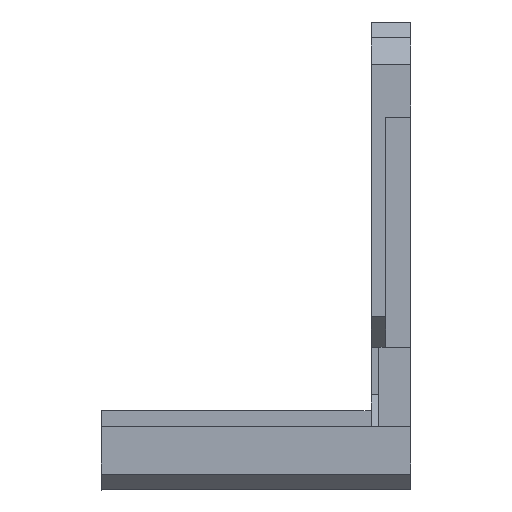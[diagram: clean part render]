
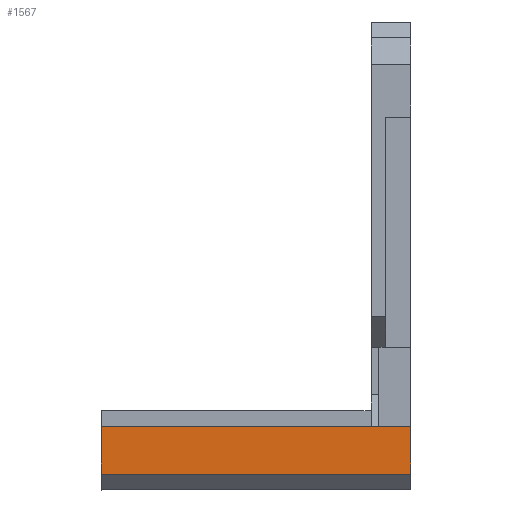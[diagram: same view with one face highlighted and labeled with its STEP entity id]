
A CAD part, left-side view. The second image highlights one B-rep face of the part: STEP entity #1567.
In plain terms, the highlighted planar face has unit normal (-1, 0, 0).
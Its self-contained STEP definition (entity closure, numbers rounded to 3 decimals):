
#8 = VECTOR ( 'NONE', #3203, 1000. ) ;
#362 = ORIENTED_EDGE ( 'NONE', *, *, #4449, .F. ) ;
#625 = DIRECTION ( 'NONE',  ( 0., 1., 0. ) ) ;
#744 = ORIENTED_EDGE ( 'NONE', *, *, #2218, .T. ) ;
#783 = LINE ( 'NONE', #1171, #3892 ) ;
#843 = EDGE_CURVE ( 'NONE', #1899, #1818, #3178, .T. ) ;
#897 = EDGE_CURVE ( 'NONE', #2540, #4540, #3307, .T. ) ;
#941 = CARTESIAN_POINT ( 'NONE',  ( -65.323, 70.65, 54.482 ) ) ;
#1029 = CARTESIAN_POINT ( 'NONE',  ( -65.323, 50.15, 59.732 ) ) ;
#1164 = ORIENTED_EDGE ( 'NONE', *, *, #897, .F. ) ;
#1171 = CARTESIAN_POINT ( 'NONE',  ( -65.323, 70.65, 60.482 ) ) ;
#1567 = ADVANCED_FACE ( 'NONE', ( #4352 ), #2089, .T. ) ;
#1818 = VERTEX_POINT ( 'NONE', #3361 ) ;
#1867 = VECTOR ( 'NONE', #625, 1000. ) ;
#1899 = VERTEX_POINT ( 'NONE', #2010 ) ;
#2010 = CARTESIAN_POINT ( 'NONE',  ( -65.323, 89.15, 60.482 ) ) ;
#2089 = PLANE ( 'NONE',  #2828 ) ;
#2218 = EDGE_CURVE ( 'NONE', #2540, #1899, #783, .T. ) ;
#2343 = DIRECTION ( 'NONE',  ( 0., 1., 0. ) ) ;
#2540 = VERTEX_POINT ( 'NONE', #2909 ) ;
#2716 = ORIENTED_EDGE ( 'NONE', *, *, #843, .T. ) ;
#2740 = CARTESIAN_POINT ( 'NONE',  ( -65.323, 89.15, 58.232 ) ) ;
#2828 = AXIS2_PLACEMENT_3D ( 'NONE', #3605, #3238, #4281 ) ;
#2909 = CARTESIAN_POINT ( 'NONE',  ( -65.323, 50.15, 60.482 ) ) ;
#3178 = LINE ( 'NONE', #2740, #8 ) ;
#3203 = DIRECTION ( 'NONE',  ( 0., 0., -1. ) ) ;
#3238 = DIRECTION ( 'NONE',  ( -1., 0., 0. ) ) ;
#3307 = LINE ( 'NONE', #1029, #4599 ) ;
#3361 = CARTESIAN_POINT ( 'NONE',  ( -65.323, 89.15, 54.482 ) ) ;
#3605 = CARTESIAN_POINT ( 'NONE',  ( -65.323, 52.15, 62.982 ) ) ;
#3652 = EDGE_LOOP ( 'NONE', ( #744, #2716, #362, #1164 ) ) ;
#3892 = VECTOR ( 'NONE', #2343, 1000. ) ;
#3968 = LINE ( 'NONE', #941, #1867 ) ;
#4281 = DIRECTION ( 'NONE',  ( 0., 1., 0. ) ) ;
#4352 = FACE_OUTER_BOUND ( 'NONE', #3652, .T. ) ;
#4394 = DIRECTION ( 'NONE',  ( 0., 0., -1. ) ) ;
#4449 = EDGE_CURVE ( 'NONE', #4540, #1818, #3968, .T. ) ;
#4539 = CARTESIAN_POINT ( 'NONE',  ( -65.323, 50.15, 54.482 ) ) ;
#4540 = VERTEX_POINT ( 'NONE', #4539 ) ;
#4599 = VECTOR ( 'NONE', #4394, 1000. ) ;
